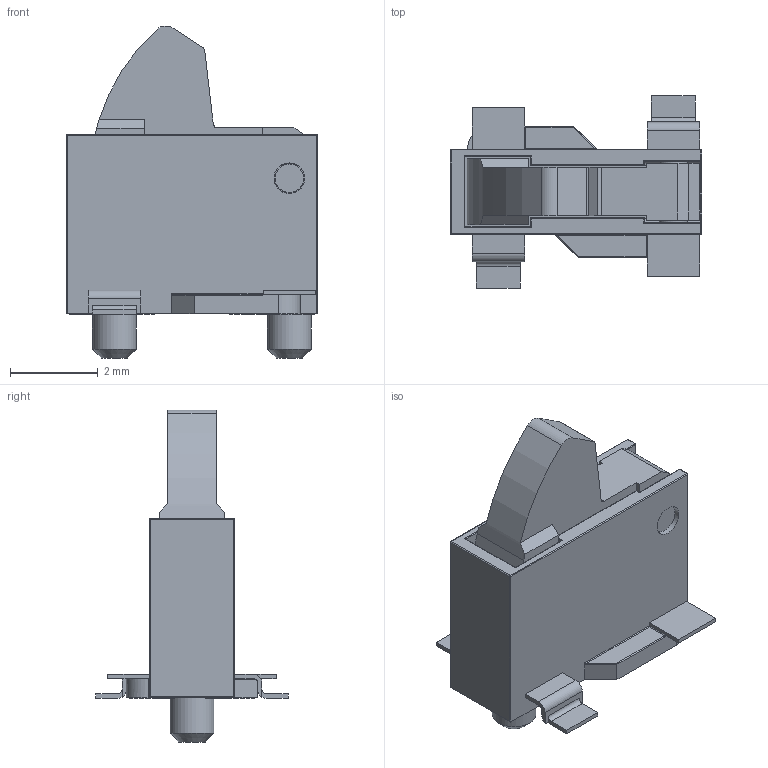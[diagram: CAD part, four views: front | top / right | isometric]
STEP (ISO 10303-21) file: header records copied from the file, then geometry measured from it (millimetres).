
FILE_DESCRIPTION(/* description */ (''),/* implementation_level */ '2;1');
FILE_NAME(/* name */ 'Panasonic - ESE22MV21.step',/* time_stamp */ '2019-12-04T17:39:01+00:00',/* author */ (''),/* organization */ (''),/* preprocessor_version */ 'ST-DEVELOPER v18',/* originating_system */ 'Autodesk Translation Framework v8.12.0.6',/* authorisation */ '');
FILE_SCHEMA (('AUTOMOTIVE_DESIGN { 1 0 10303 214 3 1 1 }'));
Length unit declared in the file: millimetre
Products named in the file (1): Panasonic - ESE22
Bounding box: 5.75 x 4.4 x 7.59 mm (x, y, z)
Volume: 53.1 mm3; surface area: 160.1 mm2
Topology: 1 solids, 1 shells, 196 faces, 493 edges, 309 vertices
Faces by surface type: plane 110, cylinder 68, torus 8, sphere 6, bspline 2, cone 2
Full cylindrical faces by diameter (mm): 0.65 x2, 0.7 x2, 1 x2
Entity records: 6040 total; most frequent: CARTESIAN_POINT 1123, DIRECTION 1020, ORIENTED_EDGE 986, EDGE_CURVE 493, LINE 340, VECTOR 340, AXIS2_PLACEMENT_3D 340, VERTEX_POINT 309
